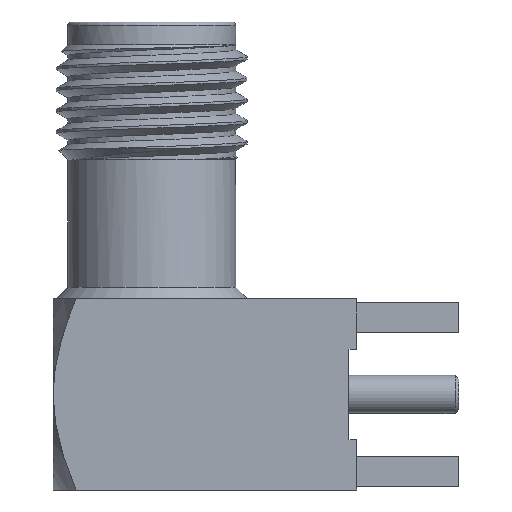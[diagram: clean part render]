
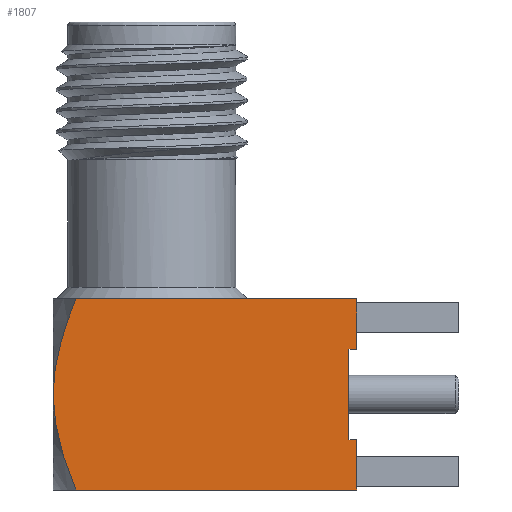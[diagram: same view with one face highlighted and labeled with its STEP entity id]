
A CAD part, left-side view. The second image highlights one B-rep face of the part: STEP entity #1807.
In plain terms, the highlighted planar face has unit normal (-1, 0, 0).
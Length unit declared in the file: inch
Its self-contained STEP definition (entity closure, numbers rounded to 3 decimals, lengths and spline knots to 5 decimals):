
#6 = CARTESIAN_POINT ( 'NONE',  ( -0.125, -0.268, -0.125 ) ) ;
#36 = CARTESIAN_POINT ( 'NONE',  ( -0.125, 0.09911, 0.125 ) ) ;
#58 = CARTESIAN_POINT ( 'NONE',  ( -0.125, 0.12605, 0.04126 ) ) ;
#78 = VERTEX_POINT ( 'NONE', #749 ) ;
#165 = VECTOR ( 'NONE', #3606, 39.37008 ) ;
#191 = CARTESIAN_POINT ( 'NONE',  ( -0.125, -0.268, -0.05906 ) ) ;
#208 = CARTESIAN_POINT ( 'NONE',  ( -0.125, -0.268, -0.125 ) ) ;
#212 = EDGE_CURVE ( 'NONE', #1716, #2843, #681, .T. ) ;
#282 = EDGE_CURVE ( 'NONE', #3534, #78, #1761, .T. ) ;
#349 = ORIENTED_EDGE ( 'NONE', *, *, #3007, .F. ) ;
#382 = DIRECTION ( 'NONE',  ( 0., 1., 0. ) ) ;
#384 = CARTESIAN_POINT ( 'NONE',  ( -0.125, 0.11964, 0.06571 ) ) ;
#446 = ORIENTED_EDGE ( 'NONE', *, *, #282, .T. ) ;
#487 = CARTESIAN_POINT ( 'NONE',  ( -0.125, 0.12727, -0.02761 ) ) ;
#493 = ORIENTED_EDGE ( 'NONE', *, *, #1049, .T. ) ;
#517 = CARTESIAN_POINT ( 'NONE',  ( -0.125, 0.127, -0.02967 ) ) ;
#570 = ORIENTED_EDGE ( 'NONE', *, *, #1589, .F. ) ;
#674 = CARTESIAN_POINT ( 'NONE',  ( -0.125, 0.1191, 0.06771 ) ) ;
#681 = B_SPLINE_CURVE_WITH_KNOTS ( 'NONE', 3,
 ( #4016, #2175, #3404, #1158, #487, #517, #1181, #887, #829, #3736, #2094, #1140, #2704, #3973, #1454, #3698, #3348, #3074, #3094 ),
 .UNSPECIFIED., .F., .F.,
 ( 4, 1, 1, 1, 2, 2, 1, 1, 1, 1, 2, 2, 4 ),
 ( 0., 0.125, 0.1875, 0.21875, 0.23437, 0.25, 0.375, 0.4375, 0.46875, 0.48437, 0.49219, 0.5, 1. ),
 .UNSPECIFIED. ) ;
#693 = LINE ( 'NONE', #736, #2357 ) ;
#695 = CARTESIAN_POINT ( 'NONE',  ( -0.125, 0.129, 0. ) ) ;
#709 = ORIENTED_EDGE ( 'NONE', *, *, #3737, .F. ) ;
#736 = CARTESIAN_POINT ( 'NONE',  ( -0.125, -0.268, -0.125 ) ) ;
#749 = CARTESIAN_POINT ( 'NONE',  ( -0.125, -0.268, 0.125 ) ) ;
#829 = CARTESIAN_POINT ( 'NONE',  ( -0.125, 0.12589, -0.03744 ) ) ;
#887 = CARTESIAN_POINT ( 'NONE',  ( -0.125, 0.1267, -0.03178 ) ) ;
#934 = B_SPLINE_CURVE_WITH_KNOTS ( 'NONE', 3,
 ( #3566, #2552, #3818, #2885, #3192, #674, #384, #986, #1941, #2264, #58, #1317, #695 ),
 .UNSPECIFIED., .F., .F.,
 ( 4, 1, 1, 1, 1, 1, 2, 2, 4 ),
 ( 0., 0.25, 0.375, 0.4375, 0.46875, 0.48437, 0.49219, 0.5, 1. ),
 .UNSPECIFIED. ) ;
#940 = CARTESIAN_POINT ( 'NONE',  ( -0.125, -0.258, -0.05906 ) ) ;
#969 = CARTESIAN_POINT ( 'NONE',  ( -0.125, -0.268, -0.125 ) ) ;
#986 = CARTESIAN_POINT ( 'NONE',  ( -0.125, 0.11986, 0.06485 ) ) ;
#1008 = ORIENTED_EDGE ( 'NONE', *, *, #212, .T. ) ;
#1044 = VECTOR ( 'NONE', #2878, 39.37008 ) ;
#1049 = EDGE_CURVE ( 'NONE', #78, #2499, #1313, .T. ) ;
#1129 = ORIENTED_EDGE ( 'NONE', *, *, #3664, .T. ) ;
#1140 = CARTESIAN_POINT ( 'NONE',  ( -0.125, 0.12132, -0.05919 ) ) ;
#1158 = CARTESIAN_POINT ( 'NONE',  ( -0.125, 0.12783, -0.02284 ) ) ;
#1181 = CARTESIAN_POINT ( 'NONE',  ( -0.125, 0.12681, -0.03104 ) ) ;
#1186 = CARTESIAN_POINT ( 'NONE',  ( -0.125, 0.129, 0. ) ) ;
#1199 = DIRECTION ( 'NONE',  ( 0., 0., 1. ) ) ;
#1206 = DIRECTION ( 'NONE',  ( 0., 1., 0. ) ) ;
#1313 = LINE ( 'NONE', #2841, #3741 ) ;
#1317 = CARTESIAN_POINT ( 'NONE',  ( -0.125, 0.129, 0.02002 ) ) ;
#1379 = AXIS2_PLACEMENT_3D ( 'NONE', #6, #3164, #3453 ) ;
#1389 = CARTESIAN_POINT ( 'NONE',  ( -0.125, -0.268, -0.125 ) ) ;
#1409 = CARTESIAN_POINT ( 'NONE',  ( -0.125, -0.258, 0.05906 ) ) ;
#1446 = VECTOR ( 'NONE', #1199, 39.37008 ) ;
#1454 = CARTESIAN_POINT ( 'NONE',  ( -0.125, 0.12028, -0.06327 ) ) ;
#1456 = DIRECTION ( 'NONE',  ( 0., -1., 0. ) ) ;
#1589 = EDGE_CURVE ( 'NONE', #3983, #2843, #693, .T. ) ;
#1590 = DIRECTION ( 'NONE',  ( 0., 1., 0. ) ) ;
#1716 = VERTEX_POINT ( 'NONE', #1186 ) ;
#1761 = LINE ( 'NONE', #208, #1446 ) ;
#1807 = ADVANCED_FACE ( 'NONE', ( #2500 ), #3784, .T. ) ;
#1853 = CARTESIAN_POINT ( 'NONE',  ( -0.125, -0.268, 0.05906 ) ) ;
#1941 = CARTESIAN_POINT ( 'NONE',  ( -0.125, 0.12002, 0.06429 ) ) ;
#2094 = CARTESIAN_POINT ( 'NONE',  ( -0.125, 0.12247, -0.05446 ) ) ;
#2175 = CARTESIAN_POINT ( 'NONE',  ( -0.125, 0.129, -0.00531 ) ) ;
#2182 = CARTESIAN_POINT ( 'NONE',  ( -0.125, -0.258, -0.125 ) ) ;
#2264 = CARTESIAN_POINT ( 'NONE',  ( -0.125, 0.12007, 0.06407 ) ) ;
#2306 = CARTESIAN_POINT ( 'NONE',  ( -0.125, 0.09911, -0.125 ) ) ;
#2344 = LINE ( 'NONE', #1389, #165 ) ;
#2357 = VECTOR ( 'NONE', #382, 39.37008 ) ;
#2423 = LINE ( 'NONE', #1853, #3277 ) ;
#2499 = VERTEX_POINT ( 'NONE', #36 ) ;
#2500 = FACE_OUTER_BOUND ( 'NONE', #3148, .T. ) ;
#2552 = CARTESIAN_POINT ( 'NONE',  ( -0.125, 0.10375, 0.11362 ) ) ;
#2658 = ORIENTED_EDGE ( 'NONE', *, *, #3292, .F. ) ;
#2704 = CARTESIAN_POINT ( 'NONE',  ( -0.125, 0.12072, -0.06157 ) ) ;
#2841 = CARTESIAN_POINT ( 'NONE',  ( -0.125, -0.268, 0.125 ) ) ;
#2843 = VERTEX_POINT ( 'NONE', #2306 ) ;
#2846 = CARTESIAN_POINT ( 'NONE',  ( -0.125, -0.268, 0.05906 ) ) ;
#2878 = DIRECTION ( 'NONE',  ( 0., 0., -1. ) ) ;
#2885 = CARTESIAN_POINT ( 'NONE',  ( -0.125, 0.11552, 0.08006 ) ) ;
#2992 = ORIENTED_EDGE ( 'NONE', *, *, #4054, .T. ) ;
#3007 = EDGE_CURVE ( 'NONE', #3534, #4069, #2423, .T. ) ;
#3016 = LINE ( 'NONE', #191, #4076 ) ;
#3074 = CARTESIAN_POINT ( 'NONE',  ( -0.125, 0.10837, -0.10231 ) ) ;
#3094 = CARTESIAN_POINT ( 'NONE',  ( -0.125, 0.09911, -0.125 ) ) ;
#3148 = EDGE_LOOP ( 'NONE', ( #2658, #709, #349, #446, #493, #1129, #1008, #570, #2992 ) ) ;
#3164 = DIRECTION ( 'NONE',  ( -1., 0., 0. ) ) ;
#3192 = CARTESIAN_POINT ( 'NONE',  ( -0.125, 0.11796, 0.07176 ) ) ;
#3212 = CARTESIAN_POINT ( 'NONE',  ( -0.125, -0.268, -0.05906 ) ) ;
#3277 = VECTOR ( 'NONE', #1206, 39.37008 ) ;
#3292 = EDGE_CURVE ( 'NONE', #3743, #3692, #3016, .T. ) ;
#3348 = CARTESIAN_POINT ( 'NONE',  ( -0.125, 0.11537, -0.08197 ) ) ;
#3404 = CARTESIAN_POINT ( 'NONE',  ( -0.125, 0.1287, -0.01334 ) ) ;
#3453 = DIRECTION ( 'NONE',  ( 0., 1., 0. ) ) ;
#3478 = LINE ( 'NONE', #2182, #1044 ) ;
#3534 = VERTEX_POINT ( 'NONE', #2846 ) ;
#3566 = CARTESIAN_POINT ( 'NONE',  ( -0.125, 0.09911, 0.125 ) ) ;
#3606 = DIRECTION ( 'NONE',  ( 0., 0., 1. ) ) ;
#3664 = EDGE_CURVE ( 'NONE', #2499, #1716, #934, .T. ) ;
#3692 = VERTEX_POINT ( 'NONE', #3212 ) ;
#3698 = CARTESIAN_POINT ( 'NONE',  ( -0.125, 0.12018, -0.06368 ) ) ;
#3736 = CARTESIAN_POINT ( 'NONE',  ( -0.125, 0.12452, -0.04516 ) ) ;
#3737 = EDGE_CURVE ( 'NONE', #4069, #3743, #3478, .T. ) ;
#3741 = VECTOR ( 'NONE', #1590, 39.37008 ) ;
#3743 = VERTEX_POINT ( 'NONE', #940 ) ;
#3784 = PLANE ( 'NONE',  #1379 ) ;
#3818 = CARTESIAN_POINT ( 'NONE',  ( -0.125, 0.10987, 0.09742 ) ) ;
#3973 = CARTESIAN_POINT ( 'NONE',  ( -0.125, 0.12046, -0.06259 ) ) ;
#3983 = VERTEX_POINT ( 'NONE', #969 ) ;
#4016 = CARTESIAN_POINT ( 'NONE',  ( -0.125, 0.129, 0. ) ) ;
#4054 = EDGE_CURVE ( 'NONE', #3983, #3692, #2344, .T. ) ;
#4069 = VERTEX_POINT ( 'NONE', #1409 ) ;
#4076 = VECTOR ( 'NONE', #1456, 39.37008 ) ;
